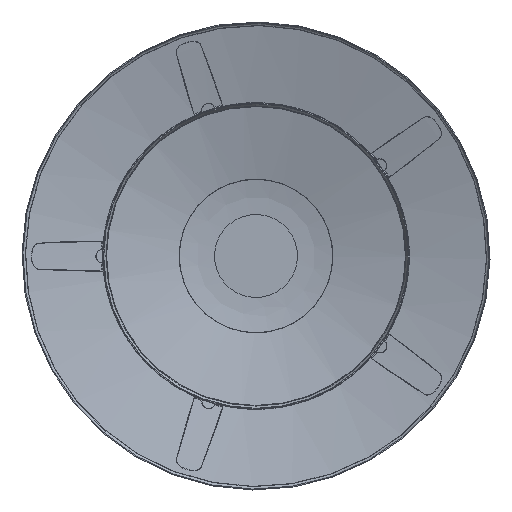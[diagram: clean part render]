
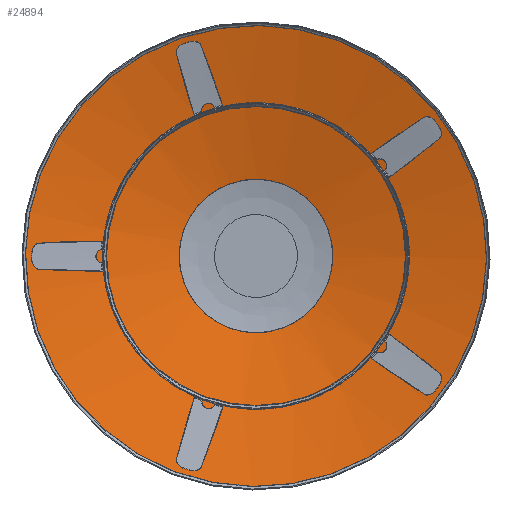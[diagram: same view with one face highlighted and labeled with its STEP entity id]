
A CAD part, front view. The second image highlights one B-rep face of the part: STEP entity #24894.
In plain terms, the highlighted conical face has half-angle 76.179 degrees and reference radius 103.659 mm.
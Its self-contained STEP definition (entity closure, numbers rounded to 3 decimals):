
#514=FACE_BOUND('',#4795,.T.);
#606=CONICAL_SURFACE('',#27205,103.659,76.179);
#1950=CIRCLE('',#27204,155.573);
#1951=CIRCLE('',#27206,51.746);
#1952=CIRCLE('',#27207,51.746);
#3130=FACE_OUTER_BOUND('',#4794,.T.);
#4794=EDGE_LOOP('',(#21497,#21498));
#4795=EDGE_LOOP('',(#21499));
#11269=VERTEX_POINT('',#42537);
#11270=VERTEX_POINT('',#42540);
#11271=VERTEX_POINT('',#42541);
#14680=EDGE_CURVE('',#11269,#11269,#1950,.T.);
#14681=EDGE_CURVE('',#11270,#11271,#1951,.T.);
#14682=EDGE_CURVE('',#11271,#11270,#1952,.T.);
#21497=ORIENTED_EDGE('',*,*,#14681,.T.);
#21498=ORIENTED_EDGE('',*,*,#14682,.T.);
#21499=ORIENTED_EDGE('',*,*,#14680,.F.);
#24894=ADVANCED_FACE('',(#3130,#514),#606,.F.);
#27204=AXIS2_PLACEMENT_3D('',#42538,#33878,#33879);
#27205=AXIS2_PLACEMENT_3D('',#42539,#33880,#33881);
#27206=AXIS2_PLACEMENT_3D('',#42542,#33882,#33883);
#27207=AXIS2_PLACEMENT_3D('',#42543,#33884,#33885);
#33878=DIRECTION('center_axis',(0.,1.,0.));
#33879=DIRECTION('ref_axis',(-1.,0.,0.));
#33880=DIRECTION('center_axis',(0.,-1.,0.));
#33881=DIRECTION('ref_axis',(-1.,0.,0.));
#33882=DIRECTION('center_axis',(0.,1.,0.));
#33883=DIRECTION('ref_axis',(-1.,0.,0.));
#33884=DIRECTION('center_axis',(0.,1.,0.));
#33885=DIRECTION('ref_axis',(-1.,0.,0.));
#42537=CARTESIAN_POINT('',(-155.573,23.979,0.));
#42538=CARTESIAN_POINT('Origin',(0.,23.979,
0.));
#42539=CARTESIAN_POINT('Origin',(0.,36.751,
0.));
#42540=CARTESIAN_POINT('',(-51.746,49.522,0.));
#42541=CARTESIAN_POINT('',(0.,49.522,-51.746));
#42542=CARTESIAN_POINT('Origin',(0.,49.522,
0.));
#42543=CARTESIAN_POINT('Origin',(0.,49.522,
0.));
